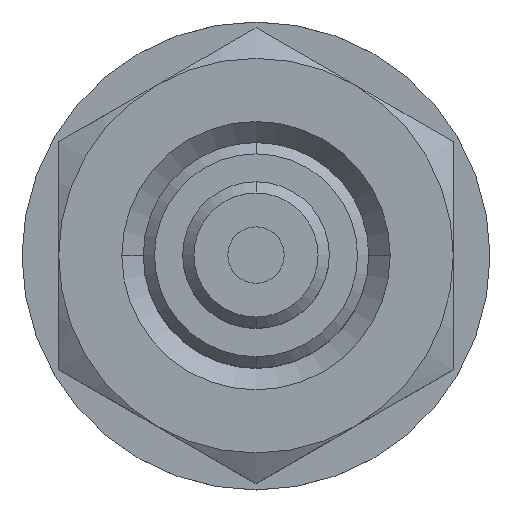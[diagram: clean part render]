
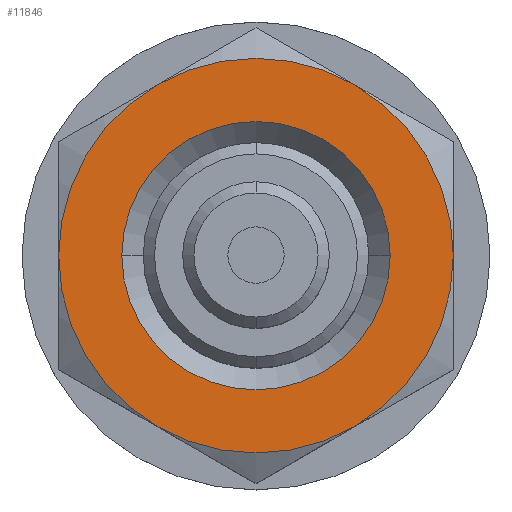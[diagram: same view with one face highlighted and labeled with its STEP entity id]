
A CAD part, top view. The second image highlights one B-rep face of the part: STEP entity #11846.
In plain terms, the highlighted face is planar.
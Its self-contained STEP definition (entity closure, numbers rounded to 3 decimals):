
#2220=CARTESIAN_POINT('',(0.,0.,6.4));
#2221=DIRECTION('',(0.,0.,1.));
#2222=DIRECTION('',(-0.5,-0.866,0.));
#2223=AXIS2_PLACEMENT_3D('',#2220,#2221,#2222);
#2225=CARTESIAN_POINT('',(0.,0.,6.4));
#2226=DIRECTION('',(0.,0.,1.));
#2227=DIRECTION('',(0.5,-0.866,0.));
#2228=AXIS2_PLACEMENT_3D('',#2225,#2226,#2227);
#2230=CARTESIAN_POINT('',(0.,0.,6.4));
#2231=DIRECTION('',(0.,0.,1.));
#2232=DIRECTION('',(1.,0.,0.));
#2233=AXIS2_PLACEMENT_3D('',#2230,#2231,#2232);
#2235=CARTESIAN_POINT('',(0.,0.,6.4));
#2236=DIRECTION('',(0.,0.,1.));
#2237=DIRECTION('',(0.5,0.866,0.));
#2238=AXIS2_PLACEMENT_3D('',#2235,#2236,#2237);
#2240=CARTESIAN_POINT('',(0.,0.,6.4));
#2241=DIRECTION('',(0.,0.,1.));
#2242=DIRECTION('',(-0.5,0.866,0.));
#2243=AXIS2_PLACEMENT_3D('',#2240,#2241,#2242);
#2245=CARTESIAN_POINT('',(0.,0.,6.4));
#2246=DIRECTION('',(0.,0.,1.));
#2247=DIRECTION('',(-1.,0.,0.));
#2248=AXIS2_PLACEMENT_3D('',#2245,#2246,#2247);
#2250=CARTESIAN_POINT('',(0.,0.,6.4));
#2251=DIRECTION('',(0.,0.,-1.));
#2252=DIRECTION('',(-1.,0.,0.));
#2253=AXIS2_PLACEMENT_3D('',#2250,#2251,#2252);
#2255=CARTESIAN_POINT('',(0.,0.,6.4));
#2256=DIRECTION('',(0.,0.,-1.));
#2257=DIRECTION('',(1.,0.,0.));
#2258=AXIS2_PLACEMENT_3D('',#2255,#2256,#2257);
#2376=CARTESIAN_POINT('',(3.5,0.,
6.4));
#2411=CARTESIAN_POINT('',(1.75,3.031,6.4));
#6385=VERTEX_POINT('',#2411);
#6386=VERTEX_POINT('',#2376);
#6388=CARTESIAN_POINT('',(1.75,-3.031,6.4));
#6389=VERTEX_POINT('',#6388);
#6390=CARTESIAN_POINT('',(-1.75,3.031,6.4));
#6391=CARTESIAN_POINT('',(-3.5,0.,6.4));
#6392=VERTEX_POINT('',#6390);
#6393=VERTEX_POINT('',#6391);
#6395=CARTESIAN_POINT('',(-1.75,-3.031,6.4));
#6396=VERTEX_POINT('',#6395);
#6399=CARTESIAN_POINT('',(-2.38,0.,6.4));
#6400=CARTESIAN_POINT('',(2.38,0.,6.4));
#6401=VERTEX_POINT('',#6399);
#6402=VERTEX_POINT('',#6400);
#11823=CARTESIAN_POINT('',(0.,0.,6.4));
#11824=DIRECTION('',(0.,0.,1.));
#11825=DIRECTION('',(-1.,0.,0.));
#11826=AXIS2_PLACEMENT_3D('',#11823,#11824,#11825);
#11827=PLANE('',#11826);
#11829=ORIENTED_EDGE('',*,*,#11828,.T.);
#11831=ORIENTED_EDGE('',*,*,#11830,.T.);
#11833=ORIENTED_EDGE('',*,*,#11832,.T.);
#11835=ORIENTED_EDGE('',*,*,#11834,.T.);
#11837=ORIENTED_EDGE('',*,*,#11836,.T.);
#11839=ORIENTED_EDGE('',*,*,#11838,.T.);
#11840=EDGE_LOOP('',(#11829,#11831,#11833,#11835,#11837,#11839));
#11841=FACE_OUTER_BOUND('',#11840,.F.);
#11842=ORIENTED_EDGE('',*,*,#11801,.T.);
#11843=ORIENTED_EDGE('',*,*,#11817,.T.);
#11844=EDGE_LOOP('',(#11842,#11843));
#11845=FACE_BOUND('',#11844,.F.);
#11846=ADVANCED_FACE('',(#11841,#11845),#11827,.F.);
#2224=CIRCLE('',#2223,3.5);
#2229=CIRCLE('',#2228,3.5);
#2234=CIRCLE('',#2233,3.5);
#2239=CIRCLE('',#2238,3.5);
#2244=CIRCLE('',#2243,3.5);
#2249=CIRCLE('',#2248,3.5);
#2254=CIRCLE('',#2253,2.38);
#2259=CIRCLE('',#2258,2.38);
#11801=EDGE_CURVE('',#6401,#6402,#2254,.T.);
#11817=EDGE_CURVE('',#6402,#6401,#2259,.T.);
#11828=EDGE_CURVE('',#6396,#6389,#2224,.T.);
#11830=EDGE_CURVE('',#6389,#6386,#2229,.T.);
#11832=EDGE_CURVE('',#6386,#6385,#2234,.T.);
#11834=EDGE_CURVE('',#6385,#6392,#2239,.T.);
#11836=EDGE_CURVE('',#6392,#6393,#2244,.T.);
#11838=EDGE_CURVE('',#6393,#6396,#2249,.T.);
